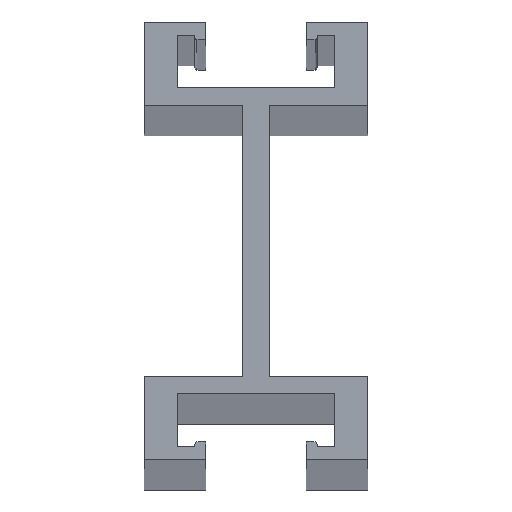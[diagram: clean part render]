
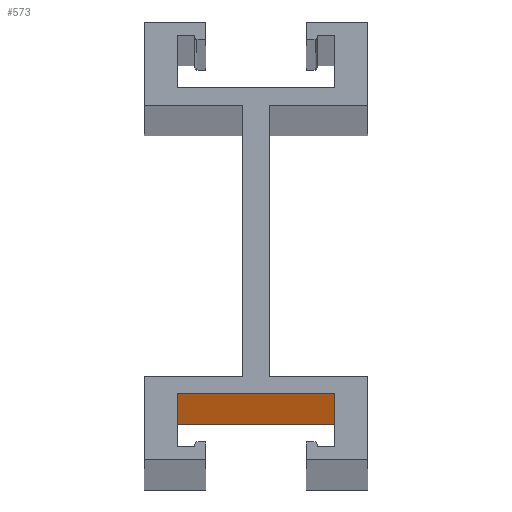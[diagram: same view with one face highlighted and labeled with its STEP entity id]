
A CAD part, top view. The second image highlights one B-rep face of the part: STEP entity #573.
In plain terms, the highlighted planar face has unit normal (0, -1, 0).
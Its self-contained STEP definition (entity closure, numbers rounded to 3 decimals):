
#9 = CARTESIAN_POINT ( 'NONE',  ( 18., -35., 4000. ) ) ;
#55 = CARTESIAN_POINT ( 'NONE',  ( 18., -35., 0. ) ) ;
#63 = EDGE_CURVE ( 'NONE', #1099, #668, #1133, .T. ) ;
#70 = EDGE_CURVE ( 'NONE', #159, #1099, #608, .T. ) ;
#78 = EDGE_CURVE ( 'NONE', #384, #668, #269, .T. ) ;
#102 = VECTOR ( 'NONE', #719, 1000. ) ;
#140 = ORIENTED_EDGE ( 'NONE', *, *, #78, .F. ) ;
#146 = EDGE_LOOP ( 'NONE', ( #249, #140, #1339, #458 ) ) ;
#159 = VERTEX_POINT ( 'NONE', #185 ) ;
#171 = AXIS2_PLACEMENT_3D ( 'NONE', #743, #967, #1272 ) ;
#185 = CARTESIAN_POINT ( 'NONE',  ( -18., -35., 4000. ) ) ;
#188 = FACE_OUTER_BOUND ( 'NONE', #146, .T. ) ;
#249 = ORIENTED_EDGE ( 'NONE', *, *, #63, .T. ) ;
#269 = LINE ( 'NONE', #1249, #102 ) ;
#364 = DIRECTION ( 'NONE',  ( 0., 0., -1. ) ) ;
#384 = VERTEX_POINT ( 'NONE', #9 ) ;
#439 = VECTOR ( 'NONE', #364, 1000. ) ;
#454 = CARTESIAN_POINT ( 'NONE',  ( 18., -35., 4000. ) ) ;
#458 = ORIENTED_EDGE ( 'NONE', *, *, #70, .T. ) ;
#573 = ADVANCED_FACE ( 'NONE', ( #188 ), #1055, .F. ) ;
#608 = LINE ( 'NONE', #1233, #439 ) ;
#668 = VERTEX_POINT ( 'NONE', #1380 ) ;
#697 = CARTESIAN_POINT ( 'NONE',  ( -18., -35., 0. ) ) ;
#701 = VECTOR ( 'NONE', #793, 1000. ) ;
#719 = DIRECTION ( 'NONE',  ( 0., 0., -1. ) ) ;
#743 = CARTESIAN_POINT ( 'NONE',  ( 18., -35., 4000. ) ) ;
#744 = VECTOR ( 'NONE', #832, 1000. ) ;
#793 = DIRECTION ( 'NONE',  ( 1., 0., 0. ) ) ;
#803 = LINE ( 'NONE', #454, #701 ) ;
#832 = DIRECTION ( 'NONE',  ( 1., 0., 0. ) ) ;
#967 = DIRECTION ( 'NONE',  ( 0., 1., 0. ) ) ;
#1055 = PLANE ( 'NONE',  #171 ) ;
#1099 = VERTEX_POINT ( 'NONE', #697 ) ;
#1133 = LINE ( 'NONE', #55, #744 ) ;
#1233 = CARTESIAN_POINT ( 'NONE',  ( -18., -35., 4000. ) ) ;
#1249 = CARTESIAN_POINT ( 'NONE',  ( 18., -35., 4000. ) ) ;
#1272 = DIRECTION ( 'NONE',  ( -1., 0., 0. ) ) ;
#1339 = ORIENTED_EDGE ( 'NONE', *, *, #1383, .F. ) ;
#1380 = CARTESIAN_POINT ( 'NONE',  ( 18., -35., 0. ) ) ;
#1383 = EDGE_CURVE ( 'NONE', #159, #384, #803, .T. ) ;
